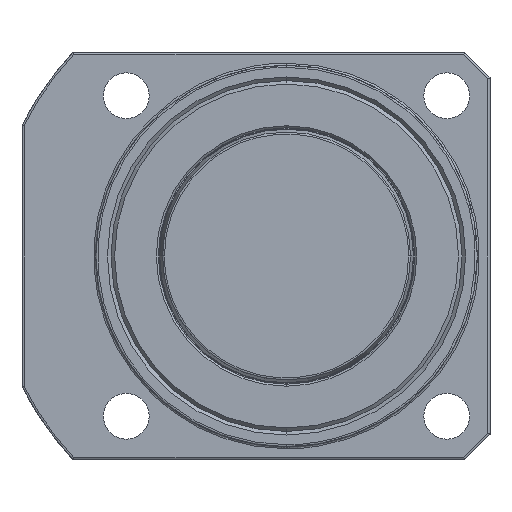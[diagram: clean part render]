
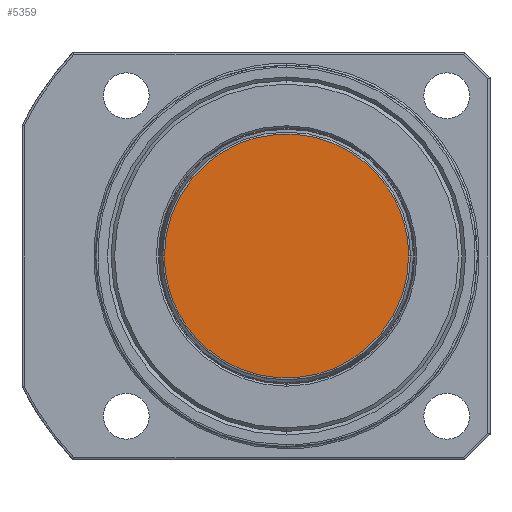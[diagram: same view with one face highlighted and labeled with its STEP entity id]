
A CAD part, front view. The second image highlights one B-rep face of the part: STEP entity #5359.
In plain terms, the highlighted planar face has unit normal (0, -1, 0).
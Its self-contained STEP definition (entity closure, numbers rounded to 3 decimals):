
#861 = VERTEX_POINT ( 'NONE', #5644 ) ;
#865 = VERTEX_POINT ( 'NONE', #5705 ) ;
#988 = ORIENTED_EDGE ( 'NONE', *, *, #5475, .F. ) ;
#989 = ORIENTED_EDGE ( 'NONE', *, *, #5465, .F. ) ;
#1800 = FACE_OUTER_BOUND ( 'NONE', #6590, .T. ) ;
#1949 = CARTESIAN_POINT ( 'NONE',  ( 0., 0., 23.992 ) ) ;
#1967 = CARTESIAN_POINT ( 'NONE',  ( 0., 0., -23.992 ) ) ;
#1969 = CARTESIAN_POINT ( 'NONE',  ( 47.984, 0., -23.992 ) ) ;
#1976 = CARTESIAN_POINT ( 'NONE',  ( 47.984, 0., 23.992 ) ) ;
#1977 = CARTESIAN_POINT ( 'NONE',  ( 0., 0., 23.992 ) ) ;
#1978 = CARTESIAN_POINT ( 'NONE',  ( -47.984, 0., 23.992 ) ) ;
#2066 =( BOUNDED_CURVE ( )  B_SPLINE_CURVE ( 3, ( #1977, #1976, #1969, #1967 ),
 .UNSPECIFIED., .F., .T. ) 
 B_SPLINE_CURVE_WITH_KNOTS ( ( 4, 4 ),
 ( 0., 1. ),
 .UNSPECIFIED. ) 
 CURVE ( )  GEOMETRIC_REPRESENTATION_ITEM ( )  RATIONAL_B_SPLINE_CURVE ( ( 1., 0.333, 0.333, 1. ) ) 
 REPRESENTATION_ITEM ( '' )  );
#2067 =( BOUNDED_CURVE ( )  B_SPLINE_CURVE ( 3, ( #3500, #3537, #1978, #1949 ),
 .UNSPECIFIED., .F., .T. ) 
 B_SPLINE_CURVE_WITH_KNOTS ( ( 4, 4 ),
 ( 0., 1. ),
 .UNSPECIFIED. ) 
 CURVE ( )  GEOMETRIC_REPRESENTATION_ITEM ( )  RATIONAL_B_SPLINE_CURVE ( ( 1., 0.333, 0.333, 1. ) ) 
 REPRESENTATION_ITEM ( '' )  );
#3500 = CARTESIAN_POINT ( 'NONE',  ( 0., 0., -23.992 ) ) ;
#3537 = CARTESIAN_POINT ( 'NONE',  ( -47.984, 0., -23.992 ) ) ;
#4357 = AXIS2_PLACEMENT_3D ( 'NONE', #7125, #7119, #7118 ) ;
#5359 = ADVANCED_FACE ( 'N', ( #1800 ), #7122, .F. ) ;
#5465 = EDGE_CURVE ( 'NONE', #861, #865, #2067, .T. ) ;
#5475 = EDGE_CURVE ( 'NONE', #865, #861, #2066, .T. ) ;
#5644 = CARTESIAN_POINT ( 'NONE',  ( 0., 0., -23.992 ) ) ;
#5705 = CARTESIAN_POINT ( 'NONE',  ( 0., 0., 23.992 ) ) ;
#6590 = EDGE_LOOP ( 'NONE', ( #988, #989 ) ) ;
#7118 = DIRECTION ( 'NONE',  ( 0., 0., 1. ) ) ;
#7119 = DIRECTION ( 'NONE',  ( 0., 1., 0. ) ) ;
#7122 = PLANE ( 'NONE',  #4357 ) ;
#7125 = CARTESIAN_POINT ( 'NONE',  ( 24.272, 0., 0. ) ) ;
